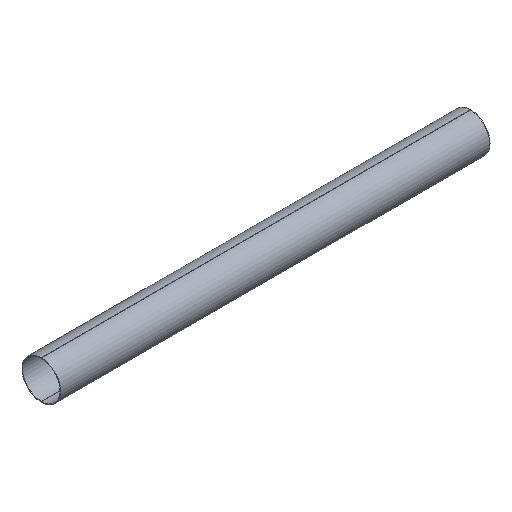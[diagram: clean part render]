
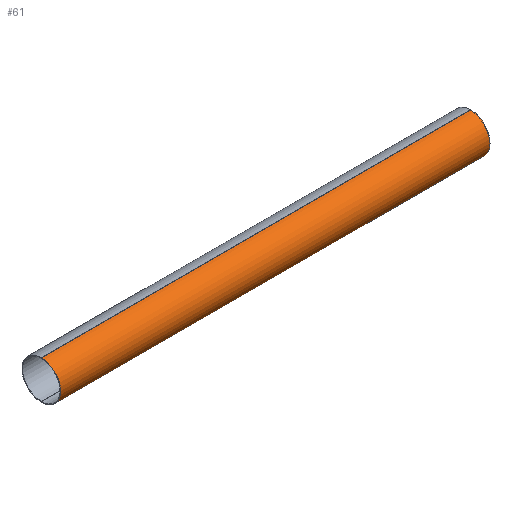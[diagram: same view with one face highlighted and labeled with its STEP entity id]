
A CAD part, isometric view. The second image highlights one B-rep face of the part: STEP entity #61.
In plain terms, the highlighted cylindrical face has radius 225 mm (diameter 450 mm), a partial arc.
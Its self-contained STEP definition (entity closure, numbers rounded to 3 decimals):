
#61 = ADVANCED_FACE( '', ( #134 ), #135, .T. );
#63 = VERTEX_POINT( '', #137 );
#65 = EDGE_CURVE( '', #69, #99, #139, .T. );
#67 = EDGE_CURVE( '', #99, #87, #141, .T. );
#69 = VERTEX_POINT( '', #143 );
#75 = EDGE_CURVE( '', #63, #69, #149, .T. );
#87 = VERTEX_POINT( '', #162 );
#93 = EDGE_CURVE( '', #87, #63, #171, .T. );
#99 = VERTEX_POINT( '', #177 );
#134 = FACE_OUTER_BOUND( '', #204, .T. );
#135 = CYLINDRICAL_SURFACE( '', #205, 225. );
#137 = CARTESIAN_POINT( '', ( 5000., 0., -225. ) );
#139 = LINE( '', #210, #211 );
#141 = CIRCLE( '', #214, 225. );
#143 = CARTESIAN_POINT( '', ( 5000., 0., 225. ) );
#149 = CIRCLE( '', #225, 225. );
#162 = CARTESIAN_POINT( '', ( 0., 0., -225. ) );
#171 = LINE( '', #250, #251 );
#177 = CARTESIAN_POINT( '', ( 0., 0., 225. ) );
#204 = EDGE_LOOP( '', ( #289, #290, #291, #292 ) );
#205 = AXIS2_PLACEMENT_3D( '', #293, #294, #295 );
#210 = CARTESIAN_POINT( '', ( 0., 0., 225. ) );
#211 = VECTOR( '', #296, 1. );
#214 = AXIS2_PLACEMENT_3D( '', #297, #298, #299 );
#225 = AXIS2_PLACEMENT_3D( '', #306, #307, #308 );
#250 = CARTESIAN_POINT( '', ( 0., 0., -225. ) );
#251 = VECTOR( '', #339, 1. );
#289 = ORIENTED_EDGE( '', *, *, #93, .T. );
#290 = ORIENTED_EDGE( '', *, *, #75, .T. );
#291 = ORIENTED_EDGE( '', *, *, #65, .T. );
#292 = ORIENTED_EDGE( '', *, *, #67, .T. );
#293 = CARTESIAN_POINT( '', ( 0., 0., 0. ) );
#294 = DIRECTION( '', ( -1., 0., 0. ) );
#295 = DIRECTION( '', ( 0., 0., -1. ) );
#296 = DIRECTION( '', ( -1., 0., 0. ) );
#297 = CARTESIAN_POINT( '', ( 0., 0., 0. ) );
#298 = DIRECTION( '', ( 1., 0., 0. ) );
#299 = DIRECTION( '', ( 0., 0., -1. ) );
#306 = CARTESIAN_POINT( '', ( 5000., 0., 0. ) );
#307 = DIRECTION( '', ( -1., 0., 0. ) );
#308 = DIRECTION( '', ( 0., 0., -1. ) );
#339 = DIRECTION( '', ( 1., 0., 0. ) );
